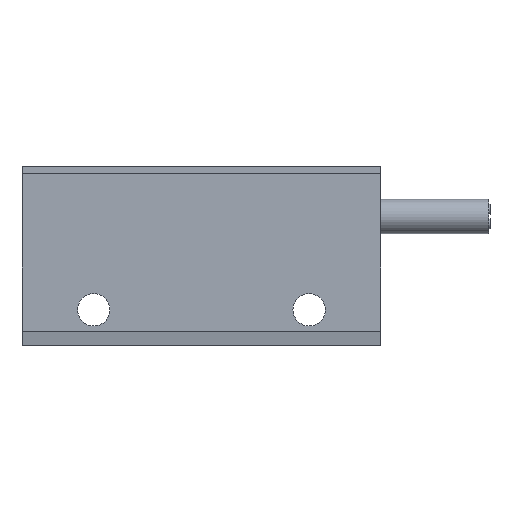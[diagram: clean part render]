
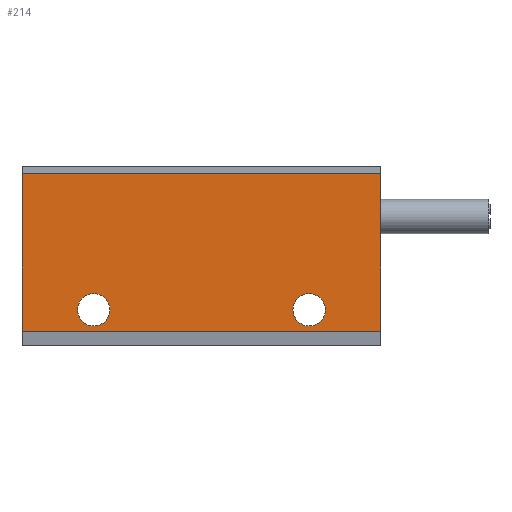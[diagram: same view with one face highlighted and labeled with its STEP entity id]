
A CAD part, front view. The second image highlights one B-rep face of the part: STEP entity #214.
In plain terms, the highlighted planar face has unit normal (0, -1, 0).
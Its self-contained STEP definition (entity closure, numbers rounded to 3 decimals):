
#3 = VERTEX_POINT ( 'NONE', #8616 ) ;
#214 = ADVANCED_FACE ( 'NONE', ( #9155, #7026, #895 ), #957, .T. ) ;
#270 = VERTEX_POINT ( 'NONE', #8141 ) ;
#349 = ORIENTED_EDGE ( 'NONE', *, *, #5262, .T. ) ;
#464 = VERTEX_POINT ( 'NONE', #11251 ) ;
#627 = EDGE_LOOP ( 'NONE', ( #9273, #7022, #349, #2236 ) ) ;
#690 = ORIENTED_EDGE ( 'NONE', *, *, #2575, .T. ) ;
#710 = CARTESIAN_POINT ( 'NONE',  ( 0., 0., 0. ) ) ;
#796 = DIRECTION ( 'NONE',  ( 0., 1., 0. ) ) ;
#895 = FACE_OUTER_BOUND ( 'NONE', #627, .T. ) ;
#904 = DIRECTION ( 'NONE',  ( 0., 0., 1. ) ) ;
#957 = PLANE ( 'NONE',  #1402 ) ;
#1024 = CARTESIAN_POINT ( 'NONE',  ( 3990., 0., -3. ) ) ;
#1262 = EDGE_CURVE ( 'NONE', #10802, #270, #9190, .T. ) ;
#1298 = DIRECTION ( 'NONE',  ( -1., 0., 0. ) ) ;
#1392 = CIRCLE ( 'NONE', #9538, 2.25 ) ;
#1402 = AXIS2_PLACEMENT_3D ( 'NONE', #2761, #1932, #8420 ) ;
#1492 = CARTESIAN_POINT ( 'NONE',  ( 40., 0., -3. ) ) ;
#1505 = VERTEX_POINT ( 'NONE', #9840 ) ;
#1865 = CARTESIAN_POINT ( 'NONE',  ( -10., 0., -3. ) ) ;
#1878 = AXIS2_PLACEMENT_3D ( 'NONE', #6504, #796, #2724 ) ;
#1932 = DIRECTION ( 'NONE',  ( 0., -1., 0. ) ) ;
#1990 = VECTOR ( 'NONE', #7586, 1000. ) ;
#2236 = ORIENTED_EDGE ( 'NONE', *, *, #5713, .F. ) ;
#2497 = EDGE_CURVE ( 'NONE', #11445, #1505, #6723, .T. ) ;
#2575 = EDGE_CURVE ( 'NONE', #270, #10802, #3591, .T. ) ;
#2724 = DIRECTION ( 'NONE',  ( 0., 0., -1. ) ) ;
#2761 = CARTESIAN_POINT ( 'NONE',  ( 3990., 0., -3. ) ) ;
#2836 = CARTESIAN_POINT ( 'NONE',  ( -10., 0., -3. ) ) ;
#2891 = DIRECTION ( 'NONE',  ( 0., 1., 0. ) ) ;
#3035 = LINE ( 'NONE', #3761, #1990 ) ;
#3199 = EDGE_CURVE ( 'NONE', #4271, #4808, #10250, .T. ) ;
#3524 = ORIENTED_EDGE ( 'NONE', *, *, #1262, .T. ) ;
#3591 = CIRCLE ( 'NONE', #4004, 2.25 ) ;
#3761 = CARTESIAN_POINT ( 'NONE',  ( 40., 0., -3. ) ) ;
#4004 = AXIS2_PLACEMENT_3D ( 'NONE', #4593, #11998, #11030 ) ;
#4015 = CARTESIAN_POINT ( 'NONE',  ( 0., 0., -2.25 ) ) ;
#4128 = LINE ( 'NONE', #6819, #10934 ) ;
#4271 = VERTEX_POINT ( 'NONE', #1492 ) ;
#4360 = EDGE_CURVE ( 'NONE', #4271, #3, #3035, .T. ) ;
#4536 = DIRECTION ( 'NONE',  ( 0., 0., -1. ) ) ;
#4593 = CARTESIAN_POINT ( 'NONE',  ( 0., 0., 0. ) ) ;
#4808 = VERTEX_POINT ( 'NONE', #1865 ) ;
#4982 = ORIENTED_EDGE ( 'NONE', *, *, #2497, .T. ) ;
#5016 = EDGE_LOOP ( 'NONE', ( #690, #3524 ) ) ;
#5262 = EDGE_CURVE ( 'NONE', #3, #464, #4128, .T. ) ;
#5713 = EDGE_CURVE ( 'NONE', #4808, #464, #11096, .T. ) ;
#5974 = VECTOR ( 'NONE', #10377, 1000. ) ;
#6486 = CARTESIAN_POINT ( 'NONE',  ( 30., 0., -2.25 ) ) ;
#6504 = CARTESIAN_POINT ( 'NONE',  ( 30., 0., 0. ) ) ;
#6520 = VECTOR ( 'NONE', #904, 1000. ) ;
#6723 = CIRCLE ( 'NONE', #1878, 2.25 ) ;
#6819 = CARTESIAN_POINT ( 'NONE',  ( 3990., 0., 19. ) ) ;
#7022 = ORIENTED_EDGE ( 'NONE', *, *, #4360, .T. ) ;
#7026 = FACE_BOUND ( 'NONE', #11771, .T. ) ;
#7586 = DIRECTION ( 'NONE',  ( 0., 0., 1. ) ) ;
#8112 = DIRECTION ( 'NONE',  ( 0., 1., 0. ) ) ;
#8141 = CARTESIAN_POINT ( 'NONE',  ( 0., 0., 2.25 ) ) ;
#8299 = CARTESIAN_POINT ( 'NONE',  ( 30., 0., 0. ) ) ;
#8420 = DIRECTION ( 'NONE',  ( 0., 0., -1. ) ) ;
#8616 = CARTESIAN_POINT ( 'NONE',  ( 40., 0., 19. ) ) ;
#9155 = FACE_BOUND ( 'NONE', #5016, .T. ) ;
#9190 = CIRCLE ( 'NONE', #9381, 2.25 ) ;
#9273 = ORIENTED_EDGE ( 'NONE', *, *, #3199, .F. ) ;
#9381 = AXIS2_PLACEMENT_3D ( 'NONE', #710, #8112, #4536 ) ;
#9538 = AXIS2_PLACEMENT_3D ( 'NONE', #8299, #2891, #12000 ) ;
#9840 = CARTESIAN_POINT ( 'NONE',  ( 30., 0., 2.25 ) ) ;
#10250 = LINE ( 'NONE', #1024, #5974 ) ;
#10377 = DIRECTION ( 'NONE',  ( -1., 0., 0. ) ) ;
#10802 = VERTEX_POINT ( 'NONE', #4015 ) ;
#10934 = VECTOR ( 'NONE', #1298, 1000. ) ;
#11030 = DIRECTION ( 'NONE',  ( 0., 0., -1. ) ) ;
#11096 = LINE ( 'NONE', #2836, #6520 ) ;
#11251 = CARTESIAN_POINT ( 'NONE',  ( -10., 0., 19. ) ) ;
#11445 = VERTEX_POINT ( 'NONE', #6486 ) ;
#11650 = ORIENTED_EDGE ( 'NONE', *, *, #11782, .T. ) ;
#11771 = EDGE_LOOP ( 'NONE', ( #11650, #4982 ) ) ;
#11782 = EDGE_CURVE ( 'NONE', #1505, #11445, #1392, .T. ) ;
#11998 = DIRECTION ( 'NONE',  ( 0., 1., 0. ) ) ;
#12000 = DIRECTION ( 'NONE',  ( 0., 0., -1. ) ) ;
